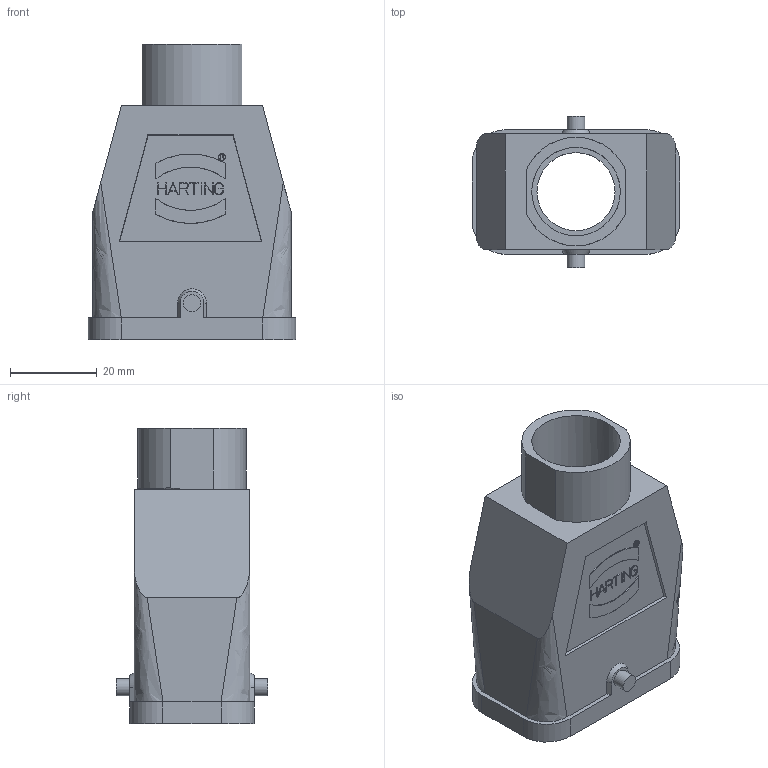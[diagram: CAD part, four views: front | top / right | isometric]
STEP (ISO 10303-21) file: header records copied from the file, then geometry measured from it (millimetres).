
FILE_DESCRIPTION(/* description */ (''),/* implementation_level */ '2;1');
FILE_NAME(/* name */ '100095119ugm000_c.stp',/* time_stamp */ '2019-10-28T14:21:53+01:00',/* author */ (''),/* organization */ (''),/* preprocessor_version */ 'ST-DEVELOPER v16.7',/* originating_system */ 'SIEMENS PLM Software NX 12.0',/* authorisation */ '');
FILE_SCHEMA (('AUTOMOTIVE_DESIGN { 1 0 10303 214 3 1 1 1 }'));
Length unit declared in the file: millimetre
Products named in the file (1): 100095119ugm000_c
Bounding box: 47.9 x 34.9 x 68 mm (x, y, z)
Volume: 22290.1 mm3; surface area: 19208.2 mm2
Topology: 1 solids, 1 shells, 233 faces, 600 edges, 401 vertices
Faces by surface type: plane 183, cylinder 38, cone 6, bspline 6
Full cylindrical faces by diameter (mm): 1.52 x1, 1.68 x1, 2.4 x4, 4 x2, 18 x1, 20.4 x1
Entity records: 8731 total; most frequent: CARTESIAN_POINT 2506, ORIENTED_EDGE 1166, DIRECTION 1001, EDGE_CURVE 583, VERTEX_POINT 397, LINE 395, VECTOR 395, AXIS2_PLACEMENT_3D 303
